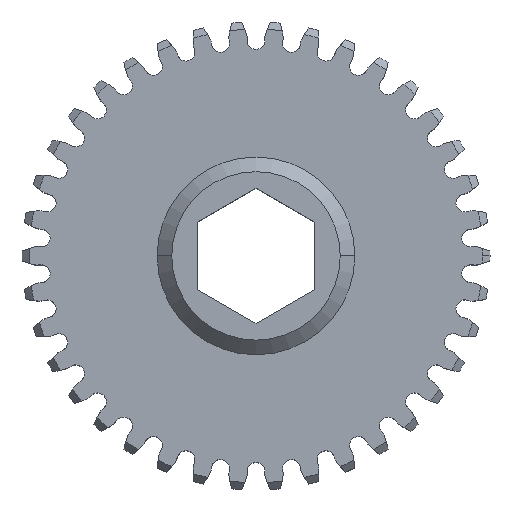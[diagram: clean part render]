
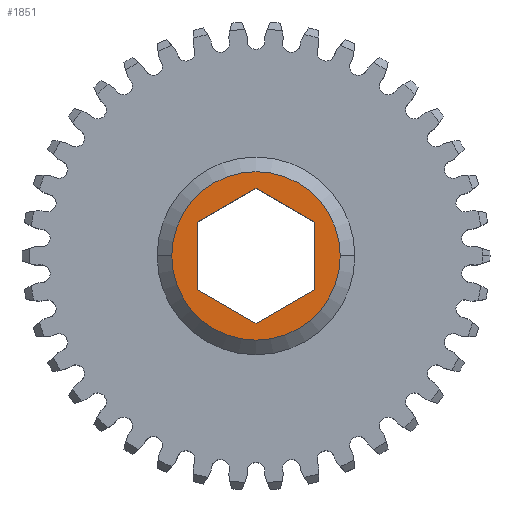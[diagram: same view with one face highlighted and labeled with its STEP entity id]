
A CAD part, top view. The second image highlights one B-rep face of the part: STEP entity #1851.
In plain terms, the highlighted planar face has unit normal (0, 0, 1).
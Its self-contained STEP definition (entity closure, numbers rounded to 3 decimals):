
#14 = DIRECTION ( 'NONE',  ( -1., 0., 0. ) ) ;
#380 = ORIENTED_EDGE ( 'NONE', *, *, #10690, .F. ) ;
#565 = AXIS2_PLACEMENT_3D ( 'NONE', #9345, #1317, #14 ) ;
#673 = PLANE ( 'NONE',  #12177 ) ;
#1225 = ORIENTED_EDGE ( 'NONE', *, *, #11695, .F. ) ;
#1317 = DIRECTION ( 'NONE',  ( 0., 0., -1. ) ) ;
#1362 = VECTOR ( 'NONE', #1596, 1000. ) ;
#1532 = VERTEX_POINT ( 'NONE', #9612 ) ;
#1596 = DIRECTION ( 'NONE',  ( 0.866, -0.5, 0. ) ) ;
#1851 = ADVANCED_FACE ( 'NONE', ( #10273, #12965 ), #673, .T. ) ;
#2102 = CARTESIAN_POINT ( 'NONE',  ( 9.144, 0., 6.35 ) ) ;
#2335 = DIRECTION ( 'NONE',  ( 0., 0., 1. ) ) ;
#2422 = DIRECTION ( 'NONE',  ( -1., 0., 0. ) ) ;
#2436 = VERTEX_POINT ( 'NONE', #3959 ) ;
#3344 = VERTEX_POINT ( 'NONE', #11296 ) ;
#3724 = LINE ( 'NONE', #16884, #12781 ) ;
#3959 = CARTESIAN_POINT ( 'NONE',  ( -6.35, 3.666, 6.35 ) ) ;
#4144 = VECTOR ( 'NONE', #5814, 1000. ) ;
#4889 = VERTEX_POINT ( 'NONE', #2102 ) ;
#4930 = EDGE_CURVE ( 'NONE', #10487, #12178, #15441, .T. ) ;
#5104 = ORIENTED_EDGE ( 'NONE', *, *, #17066, .F. ) ;
#5814 = DIRECTION ( 'NONE',  ( 0., -1., 0. ) ) ;
#5956 = CARTESIAN_POINT ( 'NONE',  ( 6.35, 0., 6.35 ) ) ;
#6041 = LINE ( 'NONE', #13802, #15024 ) ;
#6842 = CARTESIAN_POINT ( 'NONE',  ( -9.144, 0., 6.35 ) ) ;
#7723 = DIRECTION ( 'NONE',  ( 0.866, 0.5, 0. ) ) ;
#7773 = VECTOR ( 'NONE', #11347, 1000. ) ;
#7884 = CARTESIAN_POINT ( 'NONE',  ( 6.35, 3.666, 6.35 ) ) ;
#7956 = EDGE_LOOP ( 'NONE', ( #16169, #1225 ) ) ;
#8070 = EDGE_CURVE ( 'NONE', #14890, #4889, #11190, .T. ) ;
#8078 = VECTOR ( 'NONE', #9703, 1000. ) ;
#8179 = CARTESIAN_POINT ( 'NONE',  ( -6.35, 0., 6.35 ) ) ;
#8708 = CARTESIAN_POINT ( 'NONE',  ( 0., 0., 6.35 ) ) ;
#8753 = DIRECTION ( 'NONE',  ( -0.866, -0.5, 0. ) ) ;
#8888 = CARTESIAN_POINT ( 'NONE',  ( 0., 0., 6.35 ) ) ;
#9345 = CARTESIAN_POINT ( 'NONE',  ( 0., 0., 6.35 ) ) ;
#9464 = LINE ( 'NONE', #16323, #1362 ) ;
#9467 = ORIENTED_EDGE ( 'NONE', *, *, #4930, .F. ) ;
#9612 = CARTESIAN_POINT ( 'NONE',  ( 0., -7.332, 6.35 ) ) ;
#9703 = DIRECTION ( 'NONE',  ( 0., 1., 0. ) ) ;
#10273 = FACE_BOUND ( 'NONE', #16525, .T. ) ;
#10325 = CIRCLE ( 'NONE', #565, 9.144 ) ;
#10487 = VERTEX_POINT ( 'NONE', #7884 ) ;
#10690 = EDGE_CURVE ( 'NONE', #10986, #10487, #14068, .T. ) ;
#10755 = EDGE_CURVE ( 'NONE', #12178, #2436, #6041, .T. ) ;
#10986 = VERTEX_POINT ( 'NONE', #16049 ) ;
#11190 = CIRCLE ( 'NONE', #15082, 9.144 ) ;
#11266 = CARTESIAN_POINT ( 'NONE',  ( 3.175, 5.499, 6.35 ) ) ;
#11296 = CARTESIAN_POINT ( 'NONE',  ( -6.35, -3.666, 6.35 ) ) ;
#11347 = DIRECTION ( 'NONE',  ( -0.866, 0.5, 0. ) ) ;
#11695 = EDGE_CURVE ( 'NONE', #4889, #14890, #10325, .T. ) ;
#12177 = AXIS2_PLACEMENT_3D ( 'NONE', #8708, #2335, #16712 ) ;
#12178 = VERTEX_POINT ( 'NONE', #12549 ) ;
#12349 = ORIENTED_EDGE ( 'NONE', *, *, #10755, .F. ) ;
#12356 = LINE ( 'NONE', #8179, #4144 ) ;
#12549 = CARTESIAN_POINT ( 'NONE',  ( 0., 7.332, 6.35 ) ) ;
#12781 = VECTOR ( 'NONE', #7723, 1000. ) ;
#12965 = FACE_OUTER_BOUND ( 'NONE', #7956, .T. ) ;
#13659 = EDGE_CURVE ( 'NONE', #2436, #3344, #12356, .T. ) ;
#13666 = ORIENTED_EDGE ( 'NONE', *, *, #13659, .F. ) ;
#13802 = CARTESIAN_POINT ( 'NONE',  ( -3.175, 5.499, 6.35 ) ) ;
#14015 = EDGE_CURVE ( 'NONE', #3344, #1532, #9464, .T. ) ;
#14068 = LINE ( 'NONE', #5956, #8078 ) ;
#14206 = DIRECTION ( 'NONE',  ( 0., 0., -1. ) ) ;
#14890 = VERTEX_POINT ( 'NONE', #6842 ) ;
#15024 = VECTOR ( 'NONE', #8753, 1000. ) ;
#15082 = AXIS2_PLACEMENT_3D ( 'NONE', #8888, #14206, #2422 ) ;
#15353 = ORIENTED_EDGE ( 'NONE', *, *, #14015, .F. ) ;
#15441 = LINE ( 'NONE', #11266, #7773 ) ;
#16049 = CARTESIAN_POINT ( 'NONE',  ( 6.35, -3.666, 6.35 ) ) ;
#16169 = ORIENTED_EDGE ( 'NONE', *, *, #8070, .F. ) ;
#16323 = CARTESIAN_POINT ( 'NONE',  ( -3.175, -5.499, 6.35 ) ) ;
#16525 = EDGE_LOOP ( 'NONE', ( #15353, #13666, #12349, #9467, #380, #5104 ) ) ;
#16712 = DIRECTION ( 'NONE',  ( 1., 0., 0. ) ) ;
#16884 = CARTESIAN_POINT ( 'NONE',  ( 3.175, -5.499, 6.35 ) ) ;
#17066 = EDGE_CURVE ( 'NONE', #1532, #10986, #3724, .T. ) ;
